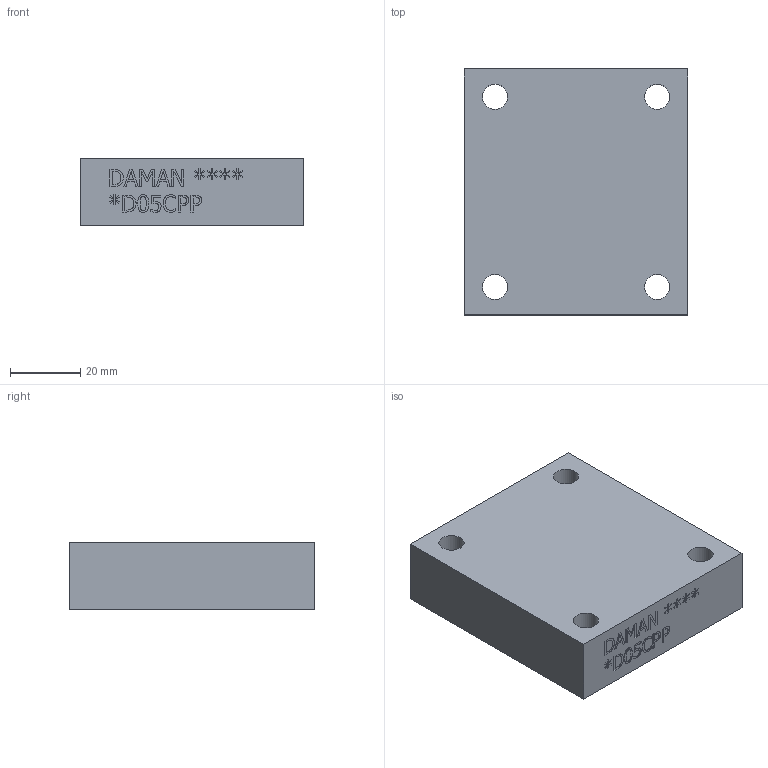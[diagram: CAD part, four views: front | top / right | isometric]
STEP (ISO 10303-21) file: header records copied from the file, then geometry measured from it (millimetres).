
FILE_DESCRIPTION(/* description */ (''),/* implementation_level */ '2;1');
FILE_NAME(/* name */ '_D05CPP.stp',/* time_stamp */ '2021-12-07T14:23:02-05:00',/* author */ ('jrf'),/* organization */ (''),/* preprocessor_version */ 'ST-DEVELOPER v18',/* originating_system */ 'Autodesk Inventor 2020',/* authorisation */ '');
FILE_SCHEMA (('AUTOMOTIVE_DESIGN { 1 0 10303 214 3 1 1 }'));
Length unit declared in the file: millimetre
Products named in the file (1): Part_DD05CPP_3D
Bounding box: 63.5 x 69.85 x 19.05 mm (x, y, z)
Volume: 80136.1 mm3; surface area: 15683.8 mm2
Topology: 1 solids, 1 shells, 290 faces, 794 edges, 534 vertices
Faces by surface type: plane 208, bspline 73, cylinder 9
Full cylindrical faces by diameter (mm): 7.137 x4, 15.875 x5
Entity records: 9803 total; most frequent: CARTESIAN_POINT 2568, ORIENTED_EDGE 1588, DIRECTION 1116, EDGE_CURVE 794, LINE 616, VECTOR 616, VERTEX_POINT 534, EDGE_LOOP 326
